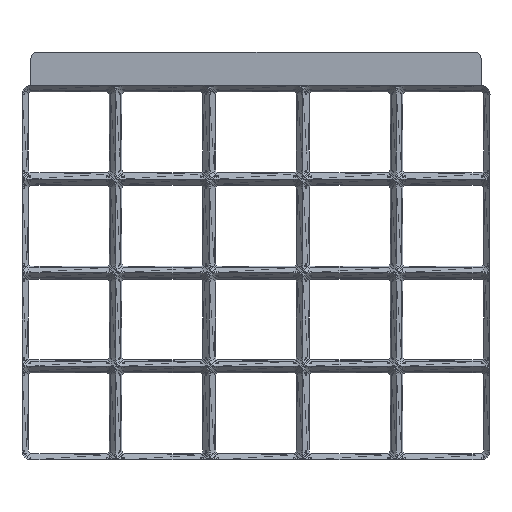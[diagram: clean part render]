
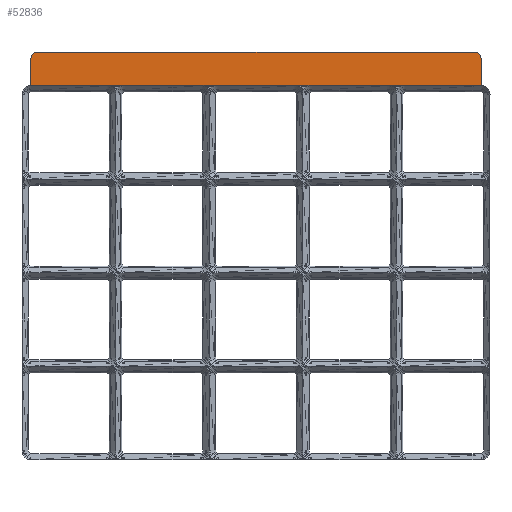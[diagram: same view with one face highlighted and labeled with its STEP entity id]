
A CAD part, top view. The second image highlights one B-rep face of the part: STEP entity #52836.
In plain terms, the highlighted planar face has unit normal (0, 0, 1).
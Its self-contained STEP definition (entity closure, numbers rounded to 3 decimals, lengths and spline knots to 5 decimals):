
#16=CIRCLE('',#57250,0.003);
#17=CIRCLE('',#57251,0.003);
#13209=ORIENTED_EDGE('',*,*,#19848,.T.);
#13210=ORIENTED_EDGE('',*,*,#19849,.T.);
#13211=ORIENTED_EDGE('',*,*,#19850,.T.);
#13212=ORIENTED_EDGE('',*,*,#13245,.F.);
#13213=ORIENTED_EDGE('',*,*,#13249,.F.);
#13214=ORIENTED_EDGE('',*,*,#13252,.F.);
#13215=ORIENTED_EDGE('',*,*,#13255,.F.);
#13216=ORIENTED_EDGE('',*,*,#13258,.F.);
#13217=ORIENTED_EDGE('',*,*,#13261,.F.);
#13218=ORIENTED_EDGE('',*,*,#13263,.F.);
#13219=ORIENTED_EDGE('',*,*,#13266,.F.);
#13220=ORIENTED_EDGE('',*,*,#13269,.F.);
#13221=ORIENTED_EDGE('',*,*,#13272,.F.);
#13222=ORIENTED_EDGE('',*,*,#19851,.F.);
#13223=ORIENTED_EDGE('',*,*,#19852,.T.);
#13245=EDGE_CURVE('',#19857,#19859,#22035,.T.);
#13249=EDGE_CURVE('',#19861,#19857,#22039,.T.);
#13252=EDGE_CURVE('',#19863,#19861,#22042,.T.);
#13255=EDGE_CURVE('',#19865,#19863,#22045,.T.);
#13258=EDGE_CURVE('',#19867,#19865,#22048,.T.);
#13261=EDGE_CURVE('',#19869,#19867,#22051,.T.);
#13263=EDGE_CURVE('',#19870,#19869,#22053,.T.);
#13266=EDGE_CURVE('',#19872,#19870,#22056,.T.);
#13269=EDGE_CURVE('',#19874,#19872,#22059,.T.);
#13272=EDGE_CURVE('',#19876,#19874,#22062,.T.);
#19848=EDGE_CURVE('',#22030,#22031,#28636,.T.);
#19849=EDGE_CURVE('',#22031,#22032,#16,.T.);
#19850=EDGE_CURVE('',#22032,#19859,#28637,.T.);
#19851=EDGE_CURVE('',#22033,#19876,#28638,.T.);
#19852=EDGE_CURVE('',#22033,#22030,#17,.T.);
#19857=VERTEX_POINT('',#72675);
#19859=VERTEX_POINT('',#72678);
#19861=VERTEX_POINT('',#72684);
#19863=VERTEX_POINT('',#72690);
#19865=VERTEX_POINT('',#72696);
#19867=VERTEX_POINT('',#72702);
#19869=VERTEX_POINT('',#72708);
#19870=VERTEX_POINT('',#72712);
#19872=VERTEX_POINT('',#72718);
#19874=VERTEX_POINT('',#72724);
#19876=VERTEX_POINT('',#72730);
#22030=VERTEX_POINT('',#85844);
#22031=VERTEX_POINT('',#85845);
#22032=VERTEX_POINT('',#85847);
#22033=VERTEX_POINT('',#85850);
#22035=LINE('',#72677,#28644);
#22039=LINE('',#72686,#28648);
#22042=LINE('',#72692,#28651);
#22045=LINE('',#72698,#28654);
#22048=LINE('',#72704,#28657);
#22051=LINE('',#72709,#28660);
#22053=LINE('',#72714,#28662);
#22056=LINE('',#72720,#28665);
#22059=LINE('',#72726,#28668);
#22062=LINE('',#72732,#28671);
#28636=LINE('',#85843,#35245);
#28637=LINE('',#85848,#35246);
#28638=LINE('',#85849,#35247);
#28644=VECTOR('',#57262,1.);
#28648=VECTOR('',#57268,1.);
#28651=VECTOR('',#57273,1.);
#28654=VECTOR('',#57278,1.);
#28657=VECTOR('',#57283,1.);
#28660=VECTOR('',#57288,1.);
#28662=VECTOR('',#57292,1.);
#28665=VECTOR('',#57297,1.);
#28668=VECTOR('',#57302,1.);
#28671=VECTOR('',#57307,1.);
#35245=VECTOR('',#72651,1.);
#35246=VECTOR('',#72654,1.);
#35247=VECTOR('',#72655,1.);
#39644=EDGE_LOOP('',(#13209,#13210,#13211,#13212,#13213,#13214,#13215,#13216,
#13217,#13218,#13219,#13220,#13221,#13222,#13223));
#44042=FACE_BOUND('',#39644,.T.);
#48440=PLANE('',#57249);
#52836=ADVANCED_FACE('',(#44042),#48440,.T.);
#57249=AXIS2_PLACEMENT_3D('',#85842,#72649,#72650);
#57250=AXIS2_PLACEMENT_3D('',#85846,#72652,#72653);
#57251=AXIS2_PLACEMENT_3D('',#85851,#72656,#72657);
#57262=DIRECTION('',(-1.,0.,0.));
#57268=DIRECTION('',(-1.,0.,0.));
#57273=DIRECTION('',(-1.,0.,0.));
#57278=DIRECTION('',(-1.,0.,0.));
#57283=DIRECTION('',(-1.,0.,0.));
#57288=DIRECTION('',(-1.,0.,0.));
#57292=DIRECTION('',(-1.,0.,0.));
#57297=DIRECTION('',(-1.,0.,0.));
#57302=DIRECTION('',(-1.,0.,0.));
#57307=DIRECTION('',(-1.,0.,0.));
#72649=DIRECTION('',(0.,0.,1.));
#72650=DIRECTION('',(1.,0.,0.));
#72651=DIRECTION('',(-1.,0.,0.));
#72652=DIRECTION('',(0.,0.,1.));
#72653=DIRECTION('',(1.,0.,0.));
#72654=DIRECTION('',(0.,-1.,0.));
#72655=DIRECTION('',(0.,-1.,0.));
#72656=DIRECTION('',(0.,0.,1.));
#72657=DIRECTION('',(1.,0.,0.));
#72675=CARTESIAN_POINT('',(0.021,0.168,0.00232));
#72677=CARTESIAN_POINT('',(0.105,0.168,0.00232));
#72678=CARTESIAN_POINT('',(0.004,0.168,0.00232));
#72684=CARTESIAN_POINT('',(0.025,0.168,0.00232));
#72686=CARTESIAN_POINT('',(0.105,0.168,0.00232));
#72690=CARTESIAN_POINT('',(0.042,0.168,0.00232));
#72692=CARTESIAN_POINT('',(0.105,0.168,0.00232));
#72696=CARTESIAN_POINT('',(0.046,0.168,0.00232));
#72698=CARTESIAN_POINT('',(0.105,0.168,0.00232));
#72702=CARTESIAN_POINT('',(0.063,0.168,0.00232));
#72704=CARTESIAN_POINT('',(0.105,0.168,0.00232));
#72708=CARTESIAN_POINT('',(0.164,0.168,0.00232));
#72709=CARTESIAN_POINT('',(0.105,0.168,0.00232));
#72712=CARTESIAN_POINT('',(0.168,0.168,0.00232));
#72714=CARTESIAN_POINT('',(0.105,0.168,0.00232));
#72718=CARTESIAN_POINT('',(0.185,0.168,0.00232));
#72720=CARTESIAN_POINT('',(0.105,0.168,0.00232));
#72724=CARTESIAN_POINT('',(0.189,0.168,0.00232));
#72726=CARTESIAN_POINT('',(0.105,0.168,0.00232));
#72730=CARTESIAN_POINT('',(0.206,0.168,0.00232));
#72732=CARTESIAN_POINT('',(0.105,0.168,0.00232));
#85842=CARTESIAN_POINT('',(0.105,0.183,0.00232));
#85843=CARTESIAN_POINT('',(0.105,0.183,0.00232));
#85844=CARTESIAN_POINT('',(0.203,0.183,0.00232));
#85845=CARTESIAN_POINT('',(0.007,0.183,0.00232));
#85846=CARTESIAN_POINT('',(0.007,0.18,0.00232));
#85847=CARTESIAN_POINT('',(0.004,0.18,0.00232));
#85848=CARTESIAN_POINT('',(0.004,0.183,0.00232));
#85849=CARTESIAN_POINT('',(0.206,0.183,0.00232));
#85850=CARTESIAN_POINT('',(0.206,0.18,0.00232));
#85851=CARTESIAN_POINT('',(0.203,0.18,0.00232));
